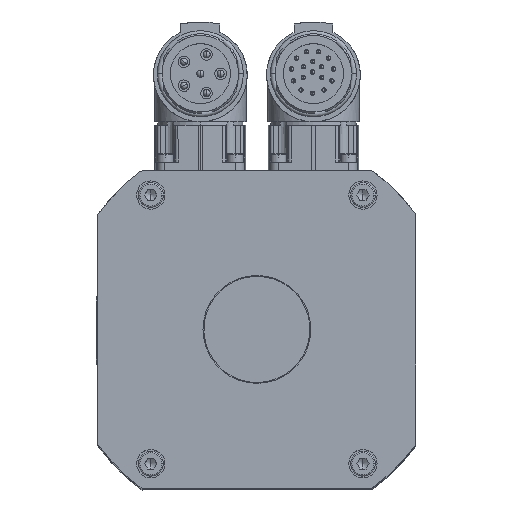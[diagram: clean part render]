
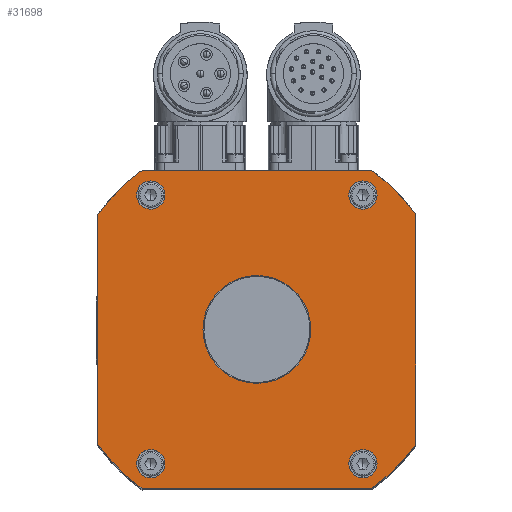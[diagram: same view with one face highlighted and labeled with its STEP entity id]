
A CAD part, top view. The second image highlights one B-rep face of the part: STEP entity #31698.
In plain terms, the highlighted planar face has unit normal (0, 0, 1).
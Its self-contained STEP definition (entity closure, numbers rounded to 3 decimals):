
#10600=CARTESIAN_POINT('',(-30.,34.,235.5));
#10601=VERTEX_POINT('',#10600);
#10617=CARTESIAN_POINT('',(-30.,42.,235.5));
#10618=VERTEX_POINT('',#10617);
#10625=CARTESIAN_POINT('',(-30.,38.,235.5));
#10626=DIRECTION('',(0.0,0.0,-1.0));
#10627=DIRECTION('',(0.0,-1.0,0.0));
#10628=AXIS2_PLACEMENT_3D('',#10625,#10626,#10627);
#10629=CIRCLE('',#10628,4.0);
#10630=EDGE_CURVE('',#10601,#10618,#10629,.T.);
#10663=CARTESIAN_POINT('',(30.,-42.,235.5));
#10664=VERTEX_POINT('',#10663);
#10680=CARTESIAN_POINT('',(30.,-34.,235.5));
#10681=VERTEX_POINT('',#10680);
#10688=CARTESIAN_POINT('',(30.,-38.,235.5));
#10689=DIRECTION('',(0.0,0.0,-1.0));
#10690=DIRECTION('',(0.0,-1.0,0.0));
#10691=AXIS2_PLACEMENT_3D('',#10688,#10689,#10690);
#10692=CIRCLE('',#10691,4.0);
#10693=EDGE_CURVE('',#10664,#10681,#10692,.T.);
#10726=CARTESIAN_POINT('',(30.,34.,235.5));
#10727=VERTEX_POINT('',#10726);
#10743=CARTESIAN_POINT('',(30.,42.,235.5));
#10744=VERTEX_POINT('',#10743);
#10751=CARTESIAN_POINT('',(30.,38.,235.5));
#10752=DIRECTION('',(0.0,0.0,-1.0));
#10753=DIRECTION('',(0.0,-1.0,0.0));
#10754=AXIS2_PLACEMENT_3D('',#10751,#10752,#10753);
#10755=CIRCLE('',#10754,4.0);
#10756=EDGE_CURVE('',#10727,#10744,#10755,.T.);
#10789=CARTESIAN_POINT('',(-30.,-42.,235.5));
#10790=VERTEX_POINT('',#10789);
#10806=CARTESIAN_POINT('',(-30.,-34.,235.5));
#10807=VERTEX_POINT('',#10806);
#10814=CARTESIAN_POINT('',(-30.,-38.,235.5));
#10815=DIRECTION('',(0.0,0.0,-1.0));
#10816=DIRECTION('',(0.0,-1.0,0.0));
#10817=AXIS2_PLACEMENT_3D('',#10814,#10815,#10816);
#10818=CIRCLE('',#10817,4.0);
#10819=EDGE_CURVE('',#10790,#10807,#10818,.T.);
#10831=CARTESIAN_POINT('',(0.,15.25,235.5));
#10832=VERTEX_POINT('',#10831);
#10848=CARTESIAN_POINT('',(0.,-15.25,235.5));
#10849=VERTEX_POINT('',#10848);
#10856=CARTESIAN_POINT('',(0.,0.,235.5));
#10857=DIRECTION('',(0.0,0.0,-1.0));
#10858=DIRECTION('',(0.0,1.0,0.0));
#10859=AXIS2_PLACEMENT_3D('',#10856,#10857,#10858);
#10860=CIRCLE('',#10859,15.25);
#10861=EDGE_CURVE('',#10832,#10849,#10860,.T.);
#31573=CARTESIAN_POINT('',(0.,0.,235.5));
#31574=DIRECTION('',(0.0,0.0,-1.0));
#31575=DIRECTION('',(0.0,1.0,0.0));
#31576=AXIS2_PLACEMENT_3D('',#31573,#31574,#31575);
#31577=PLANE('',#31576);
#31578=CARTESIAN_POINT('',(45.,32.485,235.5));
#31579=VERTEX_POINT('',#31578);
#31580=CARTESIAN_POINT('',(32.485,45.,235.5));
#31581=VERTEX_POINT('',#31580);
#31582=CARTESIAN_POINT('',(0.,0.,235.5));
#31583=DIRECTION('',(0.,0.,1.0));
#31584=DIRECTION('',(-0.585,-0.811,0.));
#31585=AXIS2_PLACEMENT_3D('',#31582,#31583,#31584);
#31586=CIRCLE('',#31585,55.5);
#31587=EDGE_CURVE('',#31579,#31581,#31586,.T.);
#31588=ORIENTED_EDGE('',*,*,#31587,.T.);
#31589=CARTESIAN_POINT('',(-32.485,45.,235.5));
#31590=VERTEX_POINT('',#31589);
#31591=CARTESIAN_POINT('',(32.485,45.,235.5));
#31592=DIRECTION('',(-1.0,0.0,0.0));
#31593=VECTOR('',#31592,64.969);
#31594=LINE('',#31591,#31593);
#31595=EDGE_CURVE('',#31581,#31590,#31594,.T.);
#31596=ORIENTED_EDGE('',*,*,#31595,.T.);
#31597=CARTESIAN_POINT('',(-45.,32.485,235.5));
#31598=VERTEX_POINT('',#31597);
#31599=CARTESIAN_POINT('',(0.,0.,235.5));
#31600=DIRECTION('',(0.,0.,1.));
#31601=DIRECTION('',(0.811,-0.585,0.));
#31602=AXIS2_PLACEMENT_3D('',#31599,#31600,#31601);
#31603=CIRCLE('',#31602,55.5);
#31604=EDGE_CURVE('',#31590,#31598,#31603,.T.);
#31605=ORIENTED_EDGE('',*,*,#31604,.T.);
#31606=CARTESIAN_POINT('',(-45.,-32.485,235.5));
#31607=VERTEX_POINT('',#31606);
#31608=CARTESIAN_POINT('',(-45.,32.485,235.5));
#31609=DIRECTION('',(0.0,-1.0,0.0));
#31610=VECTOR('',#31609,64.969);
#31611=LINE('',#31608,#31610);
#31612=EDGE_CURVE('',#31598,#31607,#31611,.T.);
#31613=ORIENTED_EDGE('',*,*,#31612,.T.);
#31614=CARTESIAN_POINT('',(-32.485,-45.,235.5));
#31615=VERTEX_POINT('',#31614);
#31616=CARTESIAN_POINT('',(0.,0.,235.5));
#31617=DIRECTION('',(0.,0.,1.0));
#31618=DIRECTION('',(0.585,0.811,0.));
#31619=AXIS2_PLACEMENT_3D('',#31616,#31617,#31618);
#31620=CIRCLE('',#31619,55.5);
#31621=EDGE_CURVE('',#31607,#31615,#31620,.T.);
#31622=ORIENTED_EDGE('',*,*,#31621,.T.);
#31623=CARTESIAN_POINT('',(32.485,-45.,235.5));
#31624=VERTEX_POINT('',#31623);
#31625=CARTESIAN_POINT('',(-32.485,-45.,235.5));
#31626=DIRECTION('',(1.0,0.0,0.0));
#31627=VECTOR('',#31626,64.969);
#31628=LINE('',#31625,#31627);
#31629=EDGE_CURVE('',#31615,#31624,#31628,.T.);
#31630=ORIENTED_EDGE('',*,*,#31629,.T.);
#31631=CARTESIAN_POINT('',(45.,-32.485,235.5));
#31632=VERTEX_POINT('',#31631);
#31633=CARTESIAN_POINT('',(0.,0.,235.5));
#31634=DIRECTION('',(0.,0.,1.));
#31635=DIRECTION('',(-0.811,0.585,0.));
#31636=AXIS2_PLACEMENT_3D('',#31633,#31634,#31635);
#31637=CIRCLE('',#31636,55.5);
#31638=EDGE_CURVE('',#31624,#31632,#31637,.T.);
#31639=ORIENTED_EDGE('',*,*,#31638,.T.);
#31640=CARTESIAN_POINT('',(45.,-32.485,235.5));
#31641=DIRECTION('',(0.0,1.0,0.0));
#31642=VECTOR('',#31641,64.969);
#31643=LINE('',#31640,#31642);
#31644=EDGE_CURVE('',#31632,#31579,#31643,.T.);
#31645=ORIENTED_EDGE('',*,*,#31644,.T.);
#31646=EDGE_LOOP('',(#31588,#31596,#31605,#31613,#31622,#31630,#31639,#31645));
#31647=FACE_OUTER_BOUND('',#31646,.T.);
#31648=ORIENTED_EDGE('',*,*,#10630,.T.);
#31649=CARTESIAN_POINT('',(-30.,38.,235.5));
#31650=DIRECTION('',(0.0,0.0,-1.0));
#31651=DIRECTION('',(0.0,-1.0,0.0));
#31652=AXIS2_PLACEMENT_3D('',#31649,#31650,#31651);
#31653=CIRCLE('',#31652,4.0);
#31654=EDGE_CURVE('',#10618,#10601,#31653,.T.);
#31655=ORIENTED_EDGE('',*,*,#31654,.T.);
#31656=EDGE_LOOP('',(#31648,#31655));
#31657=FACE_BOUND('',#31656,.T.);
#31658=ORIENTED_EDGE('',*,*,#10693,.T.);
#31659=CARTESIAN_POINT('',(30.,-38.,235.5));
#31660=DIRECTION('',(0.0,0.0,-1.0));
#31661=DIRECTION('',(0.0,-1.0,0.0));
#31662=AXIS2_PLACEMENT_3D('',#31659,#31660,#31661);
#31663=CIRCLE('',#31662,4.0);
#31664=EDGE_CURVE('',#10681,#10664,#31663,.T.);
#31665=ORIENTED_EDGE('',*,*,#31664,.T.);
#31666=EDGE_LOOP('',(#31658,#31665));
#31667=FACE_BOUND('',#31666,.T.);
#31668=ORIENTED_EDGE('',*,*,#10756,.T.);
#31669=CARTESIAN_POINT('',(30.,38.,235.5));
#31670=DIRECTION('',(0.0,0.0,-1.0));
#31671=DIRECTION('',(0.0,-1.0,0.0));
#31672=AXIS2_PLACEMENT_3D('',#31669,#31670,#31671);
#31673=CIRCLE('',#31672,4.0);
#31674=EDGE_CURVE('',#10744,#10727,#31673,.T.);
#31675=ORIENTED_EDGE('',*,*,#31674,.T.);
#31676=EDGE_LOOP('',(#31668,#31675));
#31677=FACE_BOUND('',#31676,.T.);
#31678=ORIENTED_EDGE('',*,*,#10819,.T.);
#31679=CARTESIAN_POINT('',(-30.,-38.,235.5));
#31680=DIRECTION('',(0.0,0.0,-1.0));
#31681=DIRECTION('',(0.0,-1.0,0.0));
#31682=AXIS2_PLACEMENT_3D('',#31679,#31680,#31681);
#31683=CIRCLE('',#31682,4.0);
#31684=EDGE_CURVE('',#10807,#10790,#31683,.T.);
#31685=ORIENTED_EDGE('',*,*,#31684,.T.);
#31686=EDGE_LOOP('',(#31678,#31685));
#31687=FACE_BOUND('',#31686,.T.);
#31688=CARTESIAN_POINT('',(0.,0.,235.5));
#31689=DIRECTION('',(0.0,0.0,-1.0));
#31690=DIRECTION('',(0.0,1.0,0.0));
#31691=AXIS2_PLACEMENT_3D('',#31688,#31689,#31690);
#31692=CIRCLE('',#31691,15.25);
#31693=EDGE_CURVE('',#10849,#10832,#31692,.T.);
#31694=ORIENTED_EDGE('',*,*,#31693,.T.);
#31695=ORIENTED_EDGE('',*,*,#10861,.T.);
#31696=EDGE_LOOP('',(#31694,#31695));
#31697=FACE_BOUND('',#31696,.T.);
#31698=ADVANCED_FACE('',(#31647,#31657,#31667,#31677,#31687,#31697),#31577,.F.);
